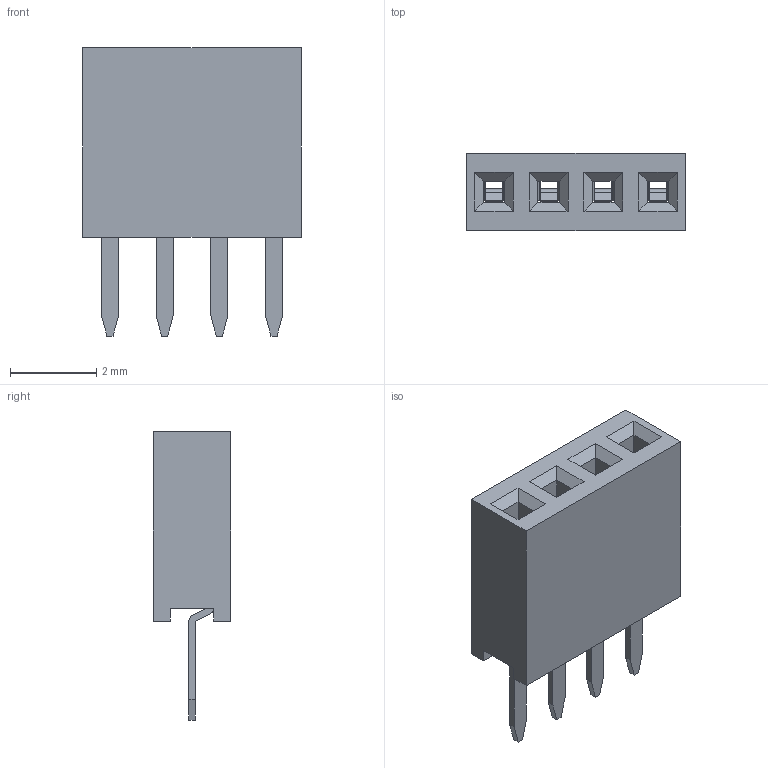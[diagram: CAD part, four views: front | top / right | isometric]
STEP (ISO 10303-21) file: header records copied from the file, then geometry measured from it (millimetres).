
FILE_DESCRIPTION(('STEP AP214'), '1');
FILE_NAME('PBS1.27', '', ('UNSPECIFIED'), ('UNSPECIFIED'), 'ASCON STEP Converter 1.6', 'ASCON Math Kernel', '');
FILE_SCHEMA(('AUTOMOTIVE_DESIGN { 1 0 10303 214 3 1 1}'));
Length unit declared in the file: millimetre
Bounding box: 5.08 x 1.8 x 6.7 mm (x, y, z)
Volume: 28.8 mm3; surface area: 214.7 mm2
Topology: 5 solids, 5 shells, 258 faces, 680 edges, 432 vertices
Faces by surface type: plane 222, cylinder 36
Entity records: 9928 total; most frequent: CARTESIAN_POINT 1371, ORIENTED_EDGE 1360, DIRECTION 1270, EDGE_CURVE 680, LINE 608, VECTOR 608, VERTEX_POINT 432, AXIS2_PLACEMENT_3D 331
